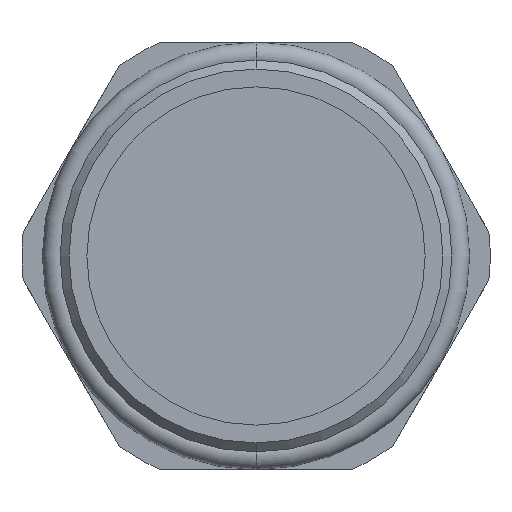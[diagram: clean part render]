
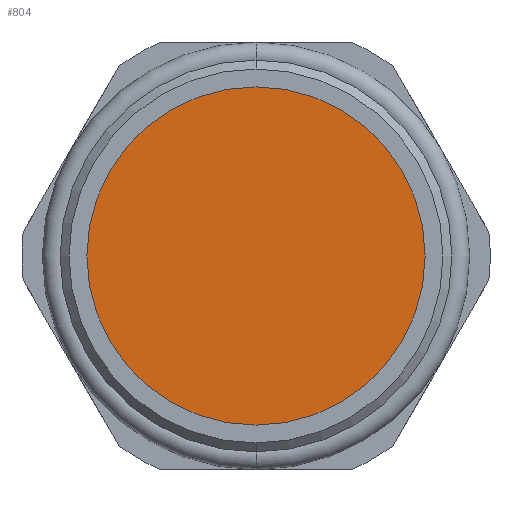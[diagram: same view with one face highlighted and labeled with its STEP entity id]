
A CAD part, front view. The second image highlights one B-rep face of the part: STEP entity #804.
In plain terms, the highlighted planar face has unit normal (0, -1, 0).
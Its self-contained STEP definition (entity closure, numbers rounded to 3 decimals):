
#97 = AXIS2_PLACEMENT_3D ( 'NONE', #415, #419, #420 ) ;
#108 = AXIS2_PLACEMENT_3D ( 'NONE', #421, #422, #423 ) ;
#151 = EDGE_LOOP ( 'NONE', ( #855, #854 ) ) ;
#167 = VERTEX_POINT ( 'NONE', #321 ) ;
#174 = VERTEX_POINT ( 'NONE', #324 ) ;
#321 = CARTESIAN_POINT ( 'NONE',  ( 0., -1.5, -9.5 ) ) ;
#324 = CARTESIAN_POINT ( 'NONE',  ( 0., -1.5, 9.5 ) ) ;
#415 = CARTESIAN_POINT ( 'NONE',  ( 0., -1.5, 0. ) ) ;
#419 = DIRECTION ( 'NONE',  ( 0., -1., 0. ) ) ;
#420 = DIRECTION ( 'NONE',  ( 0., 0., -1. ) ) ;
#421 = CARTESIAN_POINT ( 'NONE',  ( 0., -1.5, 0. ) ) ;
#422 = DIRECTION ( 'NONE',  ( 0., -1., 0. ) ) ;
#423 = DIRECTION ( 'NONE',  ( 0., 0., -1. ) ) ;
#594 = PLANE ( 'NONE',  #822 ) ;
#595 = CARTESIAN_POINT ( 'NONE',  ( -9.5, -1.5, 0. ) ) ;
#596 = DIRECTION ( 'NONE',  ( 0., 1., 0. ) ) ;
#597 = DIRECTION ( 'NONE',  ( 0., 0., 1. ) ) ;
#682 = EDGE_CURVE ( 'NONE', #174, #167, #726, .T. ) ;
#683 = EDGE_CURVE ( 'NONE', #167, #174, #727, .T. ) ;
#726 = CIRCLE ( 'NONE', #97, 9.5 ) ;
#727 = CIRCLE ( 'NONE', #108, 9.5 ) ;
#804 = ADVANCED_FACE ( 'NONE', ( #831 ), #594, .F. ) ;
#822 = AXIS2_PLACEMENT_3D ( 'NONE', #595, #596, #597 ) ;
#831 = FACE_OUTER_BOUND ( 'NONE', #151, .T. ) ;
#854 = ORIENTED_EDGE ( 'NONE', *, *, #682, .T. ) ;
#855 = ORIENTED_EDGE ( 'NONE', *, *, #683, .T. ) ;
